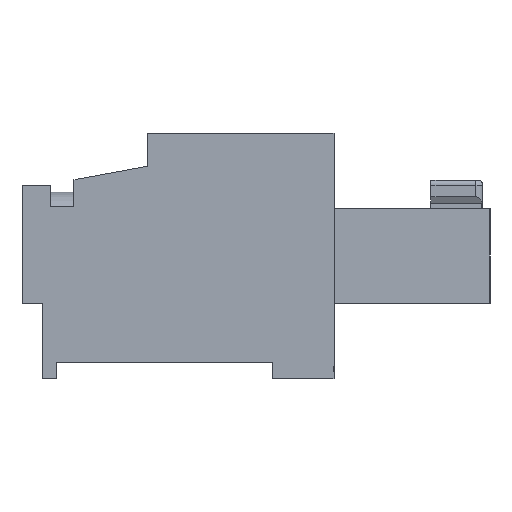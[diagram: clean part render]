
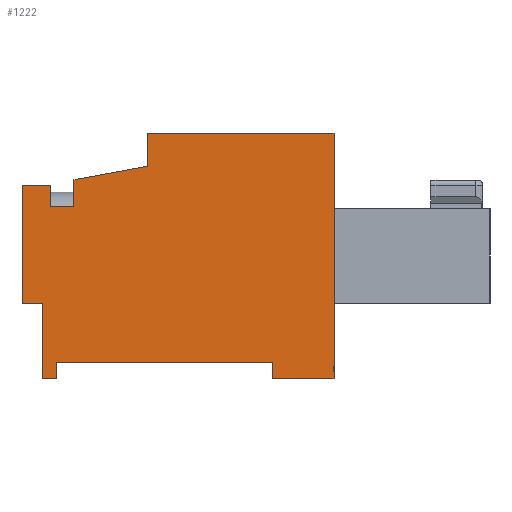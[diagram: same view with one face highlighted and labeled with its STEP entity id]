
A CAD part, front view. The second image highlights one B-rep face of the part: STEP entity #1222.
In plain terms, the highlighted planar face has unit normal (0, -1, 0).
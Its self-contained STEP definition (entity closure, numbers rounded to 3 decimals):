
#1222 = ADVANCED_FACE( '', ( #2574 ), #2575, .F. );
#2574 = FACE_OUTER_BOUND( '', #4386, .T. );
#2575 = PLANE( '', #4387 );
#4386 = EDGE_LOOP( '', ( #7812, #7813, #7814, #7815, #7816, #7817, #7818, #7819, #7820, #7821, #7822, #7823, #7824, #7825, #7826, #7827 ) );
#4387 = AXIS2_PLACEMENT_3D( '', #7828, #7829, #7830 );
#7812 = ORIENTED_EDGE( '', *, *, #8566, .F. );
#7813 = ORIENTED_EDGE( '', *, *, #9474, .T. );
#7814 = ORIENTED_EDGE( '', *, *, #9722, .T. );
#7815 = ORIENTED_EDGE( '', *, *, #9638, .T. );
#7816 = ORIENTED_EDGE( '', *, *, #9409, .F. );
#7817 = ORIENTED_EDGE( '', *, *, #8616, .T. );
#7818 = ORIENTED_EDGE( '', *, *, #9855, .T. );
#7819 = ORIENTED_EDGE( '', *, *, #9616, .F. );
#7820 = ORIENTED_EDGE( '', *, *, #9790, .T. );
#7821 = ORIENTED_EDGE( '', *, *, #8597, .T. );
#7822 = ORIENTED_EDGE( '', *, *, #9856, .F. );
#7823 = ORIENTED_EDGE( '', *, *, #9013, .T. );
#7824 = ORIENTED_EDGE( '', *, *, #9857, .T. );
#7825 = ORIENTED_EDGE( '', *, *, #9248, .F. );
#7826 = ORIENTED_EDGE( '', *, *, #9208, .T. );
#7827 = ORIENTED_EDGE( '', *, *, #8751, .T. );
#7828 = CARTESIAN_POINT( '', ( -6.3, -11.055, 0. ) );
#7829 = DIRECTION( '', ( 0., 1., 0. ) );
#7830 = DIRECTION( '', ( 0., 0., -1. ) );
#8566 = EDGE_CURVE( '', #10122, #10118, #10124, .T. );
#8597 = EDGE_CURVE( '', #10173, #10174, #10175, .T. );
#8616 = EDGE_CURVE( '', #10203, #10208, #10210, .T. );
#8751 = EDGE_CURVE( '', #10446, #10118, #10449, .T. );
#9013 = EDGE_CURVE( '', #10871, #10875, #10877, .T. );
#9208 = EDGE_CURVE( '', #11163, #10446, #11167, .T. );
#9248 = EDGE_CURVE( '', #11163, #11228, #11232, .T. );
#9409 = EDGE_CURVE( '', #10203, #11451, #11454, .T. );
#9474 = EDGE_CURVE( '', #10122, #11546, #11548, .T. );
#9616 = EDGE_CURVE( '', #11732, #11728, #11734, .T. );
#9638 = EDGE_CURVE( '', #11755, #11451, #11759, .T. );
#9722 = EDGE_CURVE( '', #11546, #11755, #11861, .T. );
#9790 = EDGE_CURVE( '', #11732, #10173, #11939, .T. );
#9855 = EDGE_CURVE( '', #10208, #11728, #12006, .T. );
#9856 = EDGE_CURVE( '', #10871, #10174, #12007, .T. );
#9857 = EDGE_CURVE( '', #10875, #11228, #12008, .T. );
#10118 = VERTEX_POINT( '', #12333 );
#10122 = VERTEX_POINT( '', #12339 );
#10124 = LINE( '', #12342, #12343 );
#10173 = VERTEX_POINT( '', #12409 );
#10174 = VERTEX_POINT( '', #12410 );
#10175 = LINE( '', #12411, #12412 );
#10203 = VERTEX_POINT( '', #12452 );
#10208 = VERTEX_POINT( '', #12459 );
#10210 = LINE( '', #12462, #12463 );
#10446 = VERTEX_POINT( '', #12794 );
#10449 = LINE( '', #12799, #12800 );
#10871 = VERTEX_POINT( '', #13365 );
#10875 = VERTEX_POINT( '', #13371 );
#10877 = LINE( '', #13374, #13375 );
#11163 = VERTEX_POINT( '', #13764 );
#11167 = LINE( '', #13770, #13771 );
#11228 = VERTEX_POINT( '', #13851 );
#11232 = LINE( '', #13857, #13858 );
#11451 = VERTEX_POINT( '', #14163 );
#11454 = LINE( '', #14168, #14169 );
#11546 = VERTEX_POINT( '', #14301 );
#11548 = LINE( '', #14304, #14305 );
#11728 = VERTEX_POINT( '', #14549 );
#11732 = VERTEX_POINT( '', #14555 );
#11734 = LINE( '', #14558, #14559 );
#11755 = VERTEX_POINT( '', #14590 );
#11759 = LINE( '', #14596, #14597 );
#11861 = LINE( '', #14737, #14738 );
#11939 = LINE( '', #14848, #14849 );
#12006 = LINE( '', #14936, #14937 );
#12007 = LINE( '', #14938, #14939 );
#12008 = LINE( '', #14940, #14941 );
#12333 = CARTESIAN_POINT( '', ( -11.75, -11.055, -10.4 ) );
#12339 = CARTESIAN_POINT( '', ( -11.75, -11.055, -9.7 ) );
#12342 = CARTESIAN_POINT( '', ( -11.75, -11.055, -10.4 ) );
#12343 = VECTOR( '', #15180, 1000. );
#12409 = CARTESIAN_POINT( '', ( -11., -11.055, -3.1 ) );
#12410 = CARTESIAN_POINT( '', ( -12., -11.055, -3.1 ) );
#12411 = CARTESIAN_POINT( '', ( -12.4, -11.055, -3.1 ) );
#12412 = VECTOR( '', #15213, 1000. );
#12452 = CARTESIAN_POINT( '', ( 0., -11.055, 0. ) );
#12459 = CARTESIAN_POINT( '', ( -7.9, -11.055, 0. ) );
#12462 = CARTESIAN_POINT( '', ( -13.3, -11.055, 0. ) );
#12463 = VECTOR( '', #15232, 1000. );
#12794 = CARTESIAN_POINT( '', ( -12.35, -11.055, -10.4 ) );
#12799 = CARTESIAN_POINT( '', ( -13.2, -11.055, -10.4 ) );
#12800 = VECTOR( '', #15372, 1000. );
#13365 = CARTESIAN_POINT( '', ( -12., -11.055, -2.2 ) );
#13371 = CARTESIAN_POINT( '', ( -13.2, -11.055, -2.2 ) );
#13374 = CARTESIAN_POINT( '', ( -14.1, -11.055, -2.2 ) );
#13375 = VECTOR( '', #15690, 1000. );
#13764 = CARTESIAN_POINT( '', ( -12.35, -11.055, -7.2 ) );
#13770 = CARTESIAN_POINT( '', ( -12.35, -11.055, -10.4 ) );
#13771 = VECTOR( '', #15919, 1000. );
#13851 = CARTESIAN_POINT( '', ( -13.2, -11.055, -7.2 ) );
#13857 = CARTESIAN_POINT( '', ( -13.2, -11.055, -7.2 ) );
#13858 = VECTOR( '', #15965, 1000. );
#14163 = CARTESIAN_POINT( '', ( 0., -11.055, -10.4 ) );
#14168 = CARTESIAN_POINT( '', ( 0., -11.055, -9. ) );
#14169 = VECTOR( '', #16144, 1000. );
#14301 = CARTESIAN_POINT( '', ( -2.6, -11.055, -9.7 ) );
#14304 = CARTESIAN_POINT( '', ( -6.3, -11.055, -9.7 ) );
#14305 = VECTOR( '', #16219, 1000. );
#14549 = CARTESIAN_POINT( '', ( -7.9, -11.055, -1.402 ) );
#14555 = CARTESIAN_POINT( '', ( -11., -11.055, -1.971 ) );
#14558 = CARTESIAN_POINT( '', ( -11.7, -11.055, -2.1 ) );
#14559 = VECTOR( '', #16359, 1000. );
#14590 = CARTESIAN_POINT( '', ( -2.6, -11.055, -10.4 ) );
#14596 = CARTESIAN_POINT( '', ( 0., -11.055, -10.4 ) );
#14597 = VECTOR( '', #16375, 1000. );
#14737 = CARTESIAN_POINT( '', ( -2.6, -11.055, -9. ) );
#14738 = VECTOR( '', #16447, 1000. );
#14848 = CARTESIAN_POINT( '', ( -11., -11.055, 0. ) );
#14849 = VECTOR( '', #16504, 1000. );
#14936 = CARTESIAN_POINT( '', ( -7.9, -11.055, 0. ) );
#14937 = VECTOR( '', #16543, 1000. );
#14938 = CARTESIAN_POINT( '', ( -12., -11.055, -1.2 ) );
#14939 = VECTOR( '', #16544, 1000. );
#14940 = CARTESIAN_POINT( '', ( -13.2, -11.055, -10.4 ) );
#14941 = VECTOR( '', #16545, 1000. );
#15180 = DIRECTION( '', ( 0., 0., -1. ) );
#15213 = DIRECTION( '', ( -1., 0., 0. ) );
#15232 = DIRECTION( '', ( -1., 0., 0. ) );
#15372 = DIRECTION( '', ( 1., 0., 0. ) );
#15690 = DIRECTION( '', ( -1., 0., 0. ) );
#15919 = DIRECTION( '', ( 0., 0., -1. ) );
#15965 = DIRECTION( '', ( -1., 0., 0. ) );
#16144 = DIRECTION( '', ( 0., 0., -1. ) );
#16219 = DIRECTION( '', ( 1., 0., 0. ) );
#16359 = DIRECTION( '', ( 0.984, 0., 0.181 ) );
#16375 = DIRECTION( '', ( 1., 0., 0. ) );
#16447 = DIRECTION( '', ( 0., 0., -1. ) );
#16504 = DIRECTION( '', ( 0., 0., -1. ) );
#16543 = DIRECTION( '', ( 0., 0., -1. ) );
#16544 = DIRECTION( '', ( 0., 0., -1. ) );
#16545 = DIRECTION( '', ( 0., 0., -1. ) );
